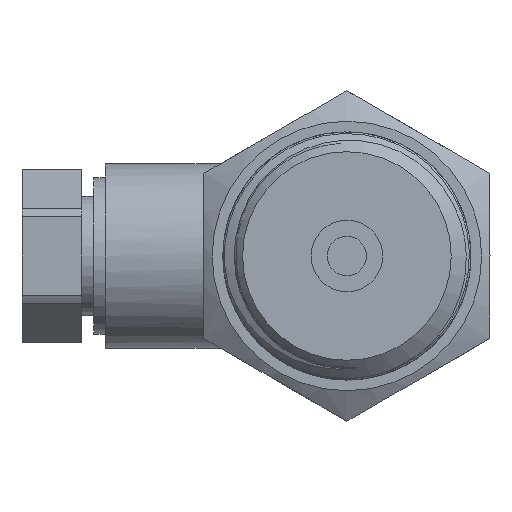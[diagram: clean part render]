
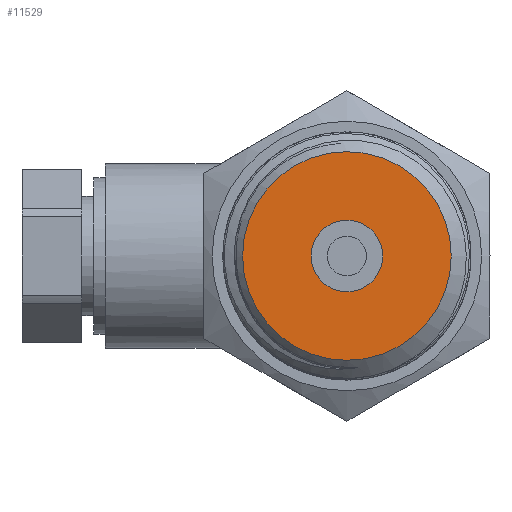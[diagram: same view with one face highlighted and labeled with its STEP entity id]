
A CAD part, left-side view. The second image highlights one B-rep face of the part: STEP entity #11529.
In plain terms, the highlighted planar face has unit normal (-1, 0, 0).
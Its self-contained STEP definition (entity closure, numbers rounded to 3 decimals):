
#401=FACE_BOUND('',#1607,.T.);
#457=PLANE('',#12076);
#918=FACE_OUTER_BOUND('',#1606,.T.);
#1606=EDGE_LOOP('',(#9070));
#1607=EDGE_LOOP('',(#9071));
#2054=CIRCLE('',#12075,3.);
#2055=CIRCLE('',#12077,8.75);
#5080=VERTEX_POINT('',#24532);
#5081=VERTEX_POINT('',#24536);
#6518=EDGE_CURVE('',#5080,#5080,#2054,.T.);
#6520=EDGE_CURVE('',#5081,#5081,#2055,.T.);
#9070=ORIENTED_EDGE('',*,*,#6520,.F.);
#9071=ORIENTED_EDGE('',*,*,#6518,.T.);
#11529=ADVANCED_FACE('',(#918,#401),#457,.T.);
#12075=AXIS2_PLACEMENT_3D('',#24533,#13015,#13016);
#12076=AXIS2_PLACEMENT_3D('',#24535,#13018,#13019);
#12077=AXIS2_PLACEMENT_3D('',#24537,#13020,#13021);
#13015=DIRECTION('center_axis',(1.,0.,0.));
#13016=DIRECTION('ref_axis',(0.,0.,-1.));
#13018=DIRECTION('center_axis',(-1.,0.,0.));
#13019=DIRECTION('ref_axis',(0.,0.,1.));
#13020=DIRECTION('center_axis',(1.,0.,0.));
#13021=DIRECTION('ref_axis',(0.,0.,-1.));
#24532=CARTESIAN_POINT('',(3.,-3.,0.));
#24533=CARTESIAN_POINT('Origin',(3.,0.,0.));
#24535=CARTESIAN_POINT('Origin',(3.,8.75,0.));
#24536=CARTESIAN_POINT('',(3.,-8.75,0.));
#24537=CARTESIAN_POINT('Origin',(3.,0.,0.));
